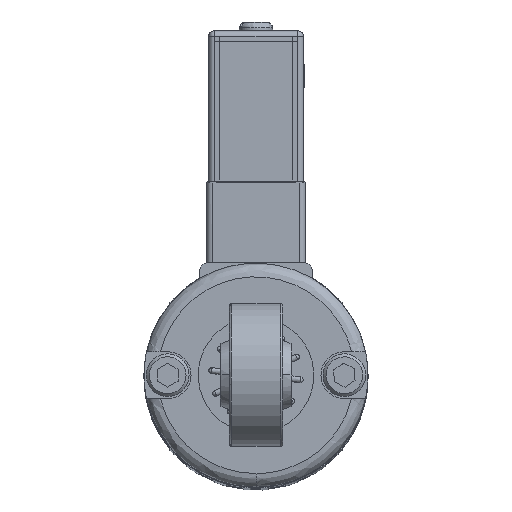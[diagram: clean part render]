
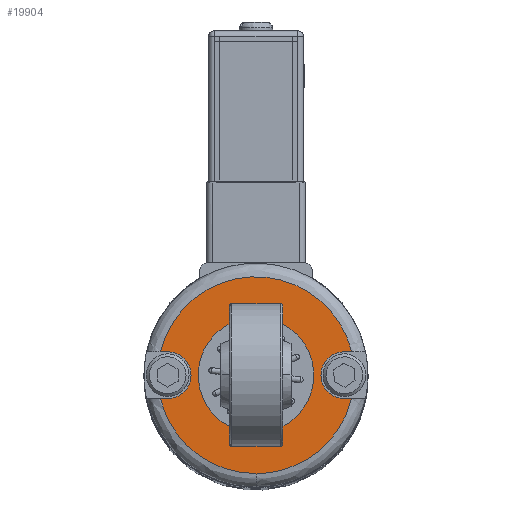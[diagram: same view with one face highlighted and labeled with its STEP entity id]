
A CAD part, top view. The second image highlights one B-rep face of the part: STEP entity #19904.
In plain terms, the highlighted planar face has unit normal (0, 0, 1).
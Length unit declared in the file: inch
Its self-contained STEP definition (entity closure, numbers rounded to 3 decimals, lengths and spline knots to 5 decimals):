
#277 = DIRECTION ( 'NONE',  ( 0., 1., 0. ) ) ;
#656 = VECTOR ( 'NONE', #19004, 39.37008 ) ;
#663 = EDGE_CURVE ( 'NONE', #4329, #6065, #5470, .T. ) ;
#1097 = LINE ( 'NONE', #9945, #656 ) ;
#1148 = VERTEX_POINT ( 'NONE', #12674 ) ;
#1230 = AXIS2_PLACEMENT_3D ( 'NONE', #12627, #23013, #19466 ) ;
#1668 = CARTESIAN_POINT ( 'NONE',  ( 0., -0.65354, 4.98031 ) ) ;
#1861 = VERTEX_POINT ( 'NONE', #8966 ) ;
#1923 = DIRECTION ( 'NONE',  ( 0., 0., 1. ) ) ;
#2123 = ORIENTED_EDGE ( 'NONE', *, *, #16152, .F. ) ;
#2421 = CARTESIAN_POINT ( 'NONE',  ( 0.58661, 0., 4.98031 ) ) ;
#2544 = EDGE_CURVE ( 'NONE', #1861, #3221, #8764, .T. ) ;
#3221 = VERTEX_POINT ( 'NONE', #6951 ) ;
#3334 = DIRECTION ( 'NONE',  ( 1., 0., 0. ) ) ;
#3446 = FACE_OUTER_BOUND ( 'NONE', #17422, .T. ) ;
#3637 = CARTESIAN_POINT ( 'NONE',  ( 0., -0.65354, 4.98031 ) ) ;
#3803 = ORIENTED_EDGE ( 'NONE', *, *, #4874, .F. ) ;
#4269 = ORIENTED_EDGE ( 'NONE', *, *, #19889, .F. ) ;
#4329 = VERTEX_POINT ( 'NONE', #5615 ) ;
#4663 = CARTESIAN_POINT ( 'NONE',  ( 0.63477, 0.15551, 4.98031 ) ) ;
#4720 = EDGE_CURVE ( 'NONE', #1148, #5004, #17980, .T. ) ;
#4773 = CARTESIAN_POINT ( 'NONE',  ( 0.43009, 0.99099, 4.98031 ) ) ;
#4874 = EDGE_CURVE ( 'NONE', #16210, #5004, #6484, .T. ) ;
#5004 = VERTEX_POINT ( 'NONE', #18673 ) ;
#5085 = CARTESIAN_POINT ( 'NONE',  ( 0.63477, -0.15551, 4.98031 ) ) ;
#5321 = ORIENTED_EDGE ( 'NONE', *, *, #10944, .F. ) ;
#5435 = CARTESIAN_POINT ( 'NONE',  ( 0.55998, -0.46079, 4.98031 ) ) ;
#5470 =( BOUNDED_CURVE ( )  B_SPLINE_CURVE ( 3, ( #22570, #6416, #4773, #4663 ),
 .UNSPECIFIED., .F., .T. ) 
 B_SPLINE_CURVE_WITH_KNOTS ( ( 4, 4 ),
 ( 0., 1. ),
 .UNSPECIFIED. ) 
 CURVE ( )  GEOMETRIC_REPRESENTATION_ITEM ( )  RATIONAL_B_SPLINE_CURVE ( ( 0.922, 0.454, 0.454, 0.922 ) ) 
 REPRESENTATION_ITEM ( '' )  );
#5615 = CARTESIAN_POINT ( 'NONE',  ( -0.63477, 0.15551, 4.98031 ) ) ;
#6065 = VERTEX_POINT ( 'NONE', #16264 ) ;
#6339 = EDGE_CURVE ( 'NONE', #12369, #1861, #6711, .T. ) ;
#6347 = CARTESIAN_POINT ( 'NONE',  ( -0.55998, -0.46079, 4.98031 ) ) ;
#6351 = EDGE_LOOP ( 'NONE', ( #2123 ) ) ;
#6416 = CARTESIAN_POINT ( 'NONE',  ( -0.43009, 0.99099, 4.98031 ) ) ;
#6484 = CIRCLE ( 'NONE', #19658, 0.15551 ) ;
#6711 =( BOUNDED_CURVE ( )  B_SPLINE_CURVE ( 3, ( #17309, #8366, #6347, #13535 ),
 .UNSPECIFIED., .F., .T. ) 
 B_SPLINE_CURVE_WITH_KNOTS ( ( 4, 4 ),
 ( 0., 1. ),
 .UNSPECIFIED. ) 
 CURVE ( )  GEOMETRIC_REPRESENTATION_ITEM ( )  RATIONAL_B_SPLINE_CURVE ( ( 0.957, 0.817, 0.813, 0.944 ) ) 
 REPRESENTATION_ITEM ( '' )  );
#6733 = VERTEX_POINT ( 'NONE', #6853 ) ;
#6780 = DIRECTION ( 'NONE',  ( -1., 0., 0. ) ) ;
#6853 = CARTESIAN_POINT ( 'NONE',  ( -0.03923, -0.38185, 4.98031 ) ) ;
#6951 = CARTESIAN_POINT ( 'NONE',  ( -0.58661, -0.15551, 4.98031 ) ) ;
#7231 = CARTESIAN_POINT ( 'NONE',  ( 0., 0., 4.98031 ) ) ;
#7257 = DIRECTION ( 'NONE',  ( 0., 0., 1. ) ) ;
#8366 = CARTESIAN_POINT ( 'NONE',  ( -0.31272, -0.65354, 4.98031 ) ) ;
#8600 = CIRCLE ( 'NONE', #11983, 0.38386 ) ;
#8764 = LINE ( 'NONE', #13708, #17321 ) ;
#8966 = CARTESIAN_POINT ( 'NONE',  ( -0.63477, -0.15551, 4.98031 ) ) ;
#9033 = CARTESIAN_POINT ( 'NONE',  ( 0.72766, -0.15551, 4.98031 ) ) ;
#9123 = CARTESIAN_POINT ( 'NONE',  ( 0.58661, 0.15551, 4.98031 ) ) ;
#9878 = VECTOR ( 'NONE', #6780, 39.37008 ) ;
#9890 = CARTESIAN_POINT ( 'NONE',  ( -0.72766, 0.15551, 4.98031 ) ) ;
#9945 = CARTESIAN_POINT ( 'NONE',  ( 0.64239, 0.15551, 4.98031 ) ) ;
#10464 = AXIS2_PLACEMENT_3D ( 'NONE', #12879, #14883, #12993 ) ;
#10751 = DIRECTION ( 'NONE',  ( -0.102, -0.995, 0. ) ) ;
#10944 = EDGE_CURVE ( 'NONE', #6065, #16210, #1097, .T. ) ;
#11385 = ORIENTED_EDGE ( 'NONE', *, *, #663, .F. ) ;
#11983 = AXIS2_PLACEMENT_3D ( 'NONE', #7231, #1923, #10751 ) ;
#12164 = CARTESIAN_POINT ( 'NONE',  ( 0.31272, -0.65354, 4.98031 ) ) ;
#12369 = VERTEX_POINT ( 'NONE', #3637 ) ;
#12627 = CARTESIAN_POINT ( 'NONE',  ( 0.64239, 0.66139, 4.98031 ) ) ;
#12674 = CARTESIAN_POINT ( 'NONE',  ( 0.63477, -0.15551, 4.98031 ) ) ;
#12879 = CARTESIAN_POINT ( 'NONE',  ( -0.58661, 0., 4.98031 ) ) ;
#12993 = DIRECTION ( 'NONE',  ( 0., 1., 0. ) ) ;
#13095 = VERTEX_POINT ( 'NONE', #15034 ) ;
#13226 = EDGE_CURVE ( 'NONE', #13095, #3221, #16491, .T. ) ;
#13384 = VECTOR ( 'NONE', #22378, 39.37008 ) ;
#13535 = CARTESIAN_POINT ( 'NONE',  ( -0.63477, -0.15551, 4.98031 ) ) ;
#13708 = CARTESIAN_POINT ( 'NONE',  ( 0.64239, -0.15551, 4.98031 ) ) ;
#14883 = DIRECTION ( 'NONE',  ( 0., 0., -1. ) ) ;
#15034 = CARTESIAN_POINT ( 'NONE',  ( -0.58661, 0.15551, 4.98031 ) ) ;
#15220 = EDGE_CURVE ( 'NONE', #4329, #13095, #22493, .T. ) ;
#15354 = ORIENTED_EDGE ( 'NONE', *, *, #2544, .F. ) ;
#15810 = PLANE ( 'NONE',  #1230 ) ;
#15931 =( BOUNDED_CURVE ( )  B_SPLINE_CURVE ( 3, ( #5085, #5435, #12164, #1668 ),
 .UNSPECIFIED., .F., .T. ) 
 B_SPLINE_CURVE_WITH_KNOTS ( ( 4, 4 ),
 ( 0., 1. ),
 .UNSPECIFIED. ) 
 CURVE ( )  GEOMETRIC_REPRESENTATION_ITEM ( )  RATIONAL_B_SPLINE_CURVE ( ( 0.944, 0.813, 0.817, 0.957 ) ) 
 REPRESENTATION_ITEM ( '' )  );
#16091 = ORIENTED_EDGE ( 'NONE', *, *, #13226, .T. ) ;
#16152 = EDGE_CURVE ( 'NONE', #6733, #6733, #8600, .T. ) ;
#16210 = VERTEX_POINT ( 'NONE', #9123 ) ;
#16264 = CARTESIAN_POINT ( 'NONE',  ( 0.63477, 0.15551, 4.98031 ) ) ;
#16491 = CIRCLE ( 'NONE', #10464, 0.15551 ) ;
#17309 = CARTESIAN_POINT ( 'NONE',  ( 0., -0.65354, 4.98031 ) ) ;
#17321 = VECTOR ( 'NONE', #3334, 39.37008 ) ;
#17422 = EDGE_LOOP ( 'NONE', ( #4269, #21927, #3803, #5321, #11385, #22440, #16091, #15354, #18944 ) ) ;
#17980 = LINE ( 'NONE', #9033, #9878 ) ;
#18673 = CARTESIAN_POINT ( 'NONE',  ( 0.58661, -0.15551, 4.98031 ) ) ;
#18944 = ORIENTED_EDGE ( 'NONE', *, *, #6339, .F. ) ;
#19004 = DIRECTION ( 'NONE',  ( -1., 0., 0. ) ) ;
#19350 = FACE_BOUND ( 'NONE', #6351, .T. ) ;
#19466 = DIRECTION ( 'NONE',  ( 0., -1., 0. ) ) ;
#19658 = AXIS2_PLACEMENT_3D ( 'NONE', #2421, #7257, #277 ) ;
#19889 = EDGE_CURVE ( 'NONE', #1148, #12369, #15931, .T. ) ;
#19904 = ADVANCED_FACE ( 'NONE', ( #19350, #3446 ), #15810, .F. ) ;
#21927 = ORIENTED_EDGE ( 'NONE', *, *, #4720, .T. ) ;
#22378 = DIRECTION ( 'NONE',  ( 1., 0., 0. ) ) ;
#22440 = ORIENTED_EDGE ( 'NONE', *, *, #15220, .T. ) ;
#22493 = LINE ( 'NONE', #9890, #13384 ) ;
#22570 = CARTESIAN_POINT ( 'NONE',  ( -0.63477, 0.15551, 4.98031 ) ) ;
#23013 = DIRECTION ( 'NONE',  ( 0., 0., -1. ) ) ;
